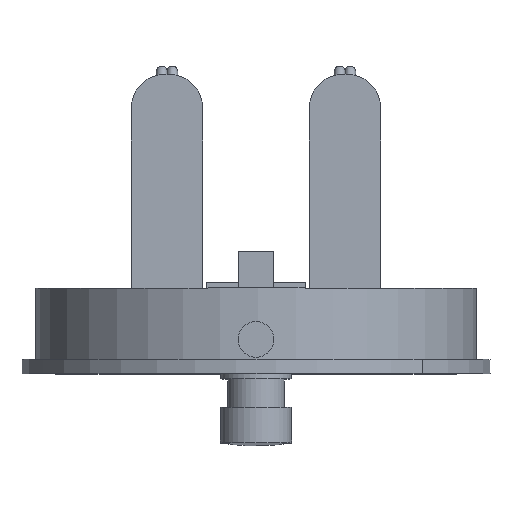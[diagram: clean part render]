
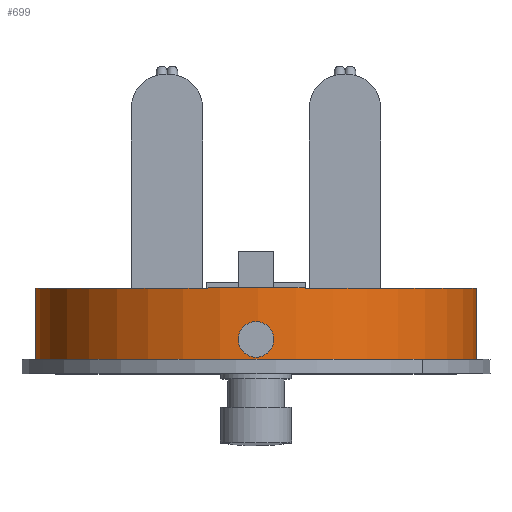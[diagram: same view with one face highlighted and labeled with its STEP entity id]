
A CAD part, top view. The second image highlights one B-rep face of the part: STEP entity #699.
In plain terms, the highlighted cylindrical face has radius 30.958 mm (diameter 61.916 mm), a partial arc.
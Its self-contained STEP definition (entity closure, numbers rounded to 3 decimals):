
#699=ADVANCED_FACE('',(#1056),#3714,.T.);
#1056=FACE_OUTER_BOUND('',#1415,.F.);
#1415=EDGE_LOOP('',(#1980,#1981,#1982,#1983));
#1980=ORIENTED_EDGE('',*,*,#5037,.T.);
#1981=ORIENTED_EDGE('',*,*,#5101,.F.);
#1982=ORIENTED_EDGE('',*,*,#5071,.T.);
#1983=ORIENTED_EDGE('',*,*,#5100,.T.);
#3714=CYLINDRICAL_SURFACE('',#7123,30.958);
#3994=LINE('',#9652,#4505);
#3995=LINE('',#9653,#4506);
#4505=VECTOR('',#7849,10.);
#4506=VECTOR('',#7850,10.);
#5037=EDGE_CURVE('',#6271,#6270,#5952,.T.);
#5071=EDGE_CURVE('',#6236,#6237,#5969,.T.);
#5100=EDGE_CURVE('',#6237,#6271,#3994,.T.);
#5101=EDGE_CURVE('',#6236,#6270,#3995,.T.);
#5952=CIRCLE('',#7081,30.958);
#5969=CIRCLE('',#7098,30.958);
#6236=VERTEX_POINT('',#9521);
#6237=VERTEX_POINT('',#9522);
#6270=VERTEX_POINT('',#9555);
#6271=VERTEX_POINT('',#9556);
#7081=AXIS2_PLACEMENT_3D('',#9589,#7758,#7759);
#7098=AXIS2_PLACEMENT_3D('',#9623,#7809,#7810);
#7123=AXIS2_PLACEMENT_3D('',#9689,#7900,#7901);
#7758=DIRECTION('',(0.,1.,0.));
#7759=DIRECTION('',(-0.66,0.,-0.751));
#7809=DIRECTION('',(0.,-1.,0.));
#7810=DIRECTION('',(1.,0.,0.));
#7849=DIRECTION('',(0.,1.,0.));
#7850=DIRECTION('',(0.,1.,0.));
#7900=DIRECTION('',(0.,1.,0.));
#7901=DIRECTION('',(-0.66,0.,-0.751));
#9521=CARTESIAN_POINT('',(266.064,-12.521,5.5));
#9522=CARTESIAN_POINT('',(214.681,-12.521,-17.764));
#9555=CARTESIAN_POINT('',(266.064,-2.521,5.5));
#9556=CARTESIAN_POINT('',(214.681,-2.521,-17.764));
#9589=CARTESIAN_POINT('',(235.106,-2.521,5.5));
#9623=CARTESIAN_POINT('',(235.106,-12.521,5.5));
#9652=CARTESIAN_POINT('',(214.681,-12.521,-17.764));
#9653=CARTESIAN_POINT('',(266.064,-12.521,5.5));
#9689=CARTESIAN_POINT('',(235.106,-12.521,5.5));
